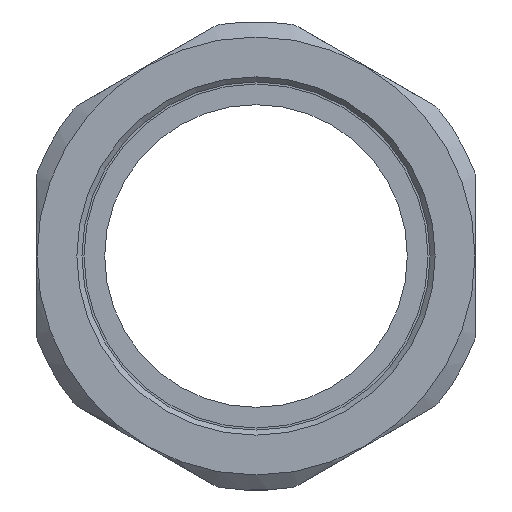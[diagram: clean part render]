
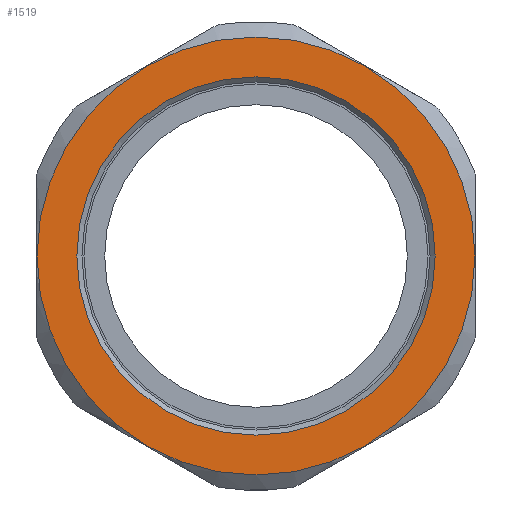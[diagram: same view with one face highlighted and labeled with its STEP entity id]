
A CAD part, front view. The second image highlights one B-rep face of the part: STEP entity #1519.
In plain terms, the highlighted planar face has unit normal (0, -1, 0).
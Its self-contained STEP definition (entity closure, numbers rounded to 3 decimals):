
#193=FACE_BOUND('',#349,.T.);
#207=PLANE('',#1654);
#259=FACE_OUTER_BOUND('',#348,.T.);
#348=EDGE_LOOP('',(#1175));
#349=EDGE_LOOP('',(#1176));
#573=CIRCLE('',#1653,17.55);
#574=CIRCLE('',#1655,21.45);
#673=VERTEX_POINT('',#2449);
#674=VERTEX_POINT('',#2453);
#855=EDGE_CURVE('',#673,#673,#573,.T.);
#856=EDGE_CURVE('',#674,#674,#574,.T.);
#1175=ORIENTED_EDGE('',*,*,#856,.T.);
#1176=ORIENTED_EDGE('',*,*,#855,.F.);
#1519=ADVANCED_FACE('',(#259,#193),#207,.T.);
#1653=AXIS2_PLACEMENT_3D('',#2451,#1898,#1899);
#1654=AXIS2_PLACEMENT_3D('',#2452,#1900,#1901);
#1655=AXIS2_PLACEMENT_3D('',#2454,#1902,#1903);
#1898=DIRECTION('center_axis',(0.,-1.,0.));
#1899=DIRECTION('ref_axis',(-0.5,0.,-0.866));
#1900=DIRECTION('center_axis',(0.,-1.,0.));
#1901=DIRECTION('ref_axis',(-0.866,0.,0.5));
#1902=DIRECTION('center_axis',(0.,-1.,0.));
#1903=DIRECTION('ref_axis',(-0.5,0.,-0.866));
#2449=CARTESIAN_POINT('',(8.775,-7.8,15.199));
#2451=CARTESIAN_POINT('Origin',(0.,-7.8,
0.));
#2452=CARTESIAN_POINT('Origin',(8.525,-7.8,14.766));
#2453=CARTESIAN_POINT('',(10.725,-7.8,18.576));
#2454=CARTESIAN_POINT('Origin',(0.,-7.8,
0.));
